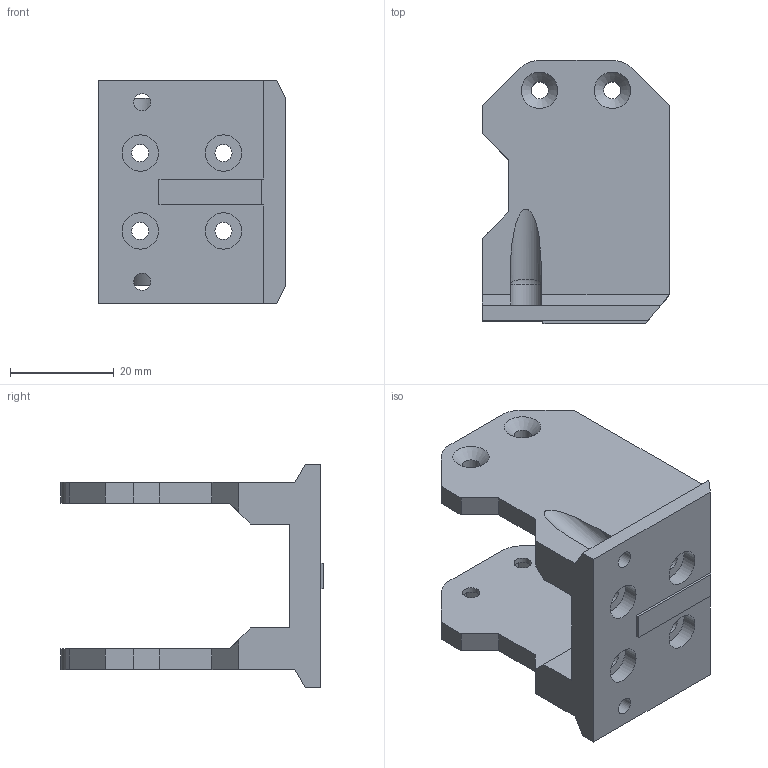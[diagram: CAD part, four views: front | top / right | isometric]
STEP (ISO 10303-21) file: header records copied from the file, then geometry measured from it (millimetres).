
FILE_DESCRIPTION(/* description */ ('CAx-IF Rec.Pracs.---Representation and Presentation of Product Manufacturing Information (PMI)---4.0---2014-10-13','CAx-IF Rec.Pracs.---3D Tessellated Geometry---0.4---2014-09-14','2;1'),/* implementation_level */ '2;1');
FILE_NAME(/* name */ 'V06-01-01-04-00 - Matrix print head',/* time_stamp */ '2021-10-27T05:07:19+03:00',/* author */ (''),/* organization */ (''),/* preprocessor_version */ 'ST-DEVELOPER v16.7',/* originating_system */ 'SIEMENS PLM Software NX 1911',/* authorisation */ $);
FILE_SCHEMA (('AP242_MANAGED_MODEL_BASED_3D_ENGINEERING_MIM_LF { 1 0 10303 442 1 1 4 }'));
Length unit declared in the file: millimetre
Products named in the file (1): V06-01-01-04-00 - Matrix print head
Bounding box: 36 x 50.58 x 43 mm (x, y, z)
Volume: 21226.6 mm3; surface area: 10820.7 mm2
Topology: 1 solids, 1 shells, 87 faces, 234 edges, 155 vertices
Faces by surface type: plane 61, cylinder 22, cone 2, torus 2
Full cylindrical faces by diameter (mm): 3.3 x10, 7 x4
Entity records: 2852 total; most frequent: CARTESIAN_POINT 493, DIRECTION 469, ORIENTED_EDGE 454, EDGE_CURVE 227, LINE 177, VECTOR 177, VERTEX_POINT 154, AXIS2_PLACEMENT_3D 154
